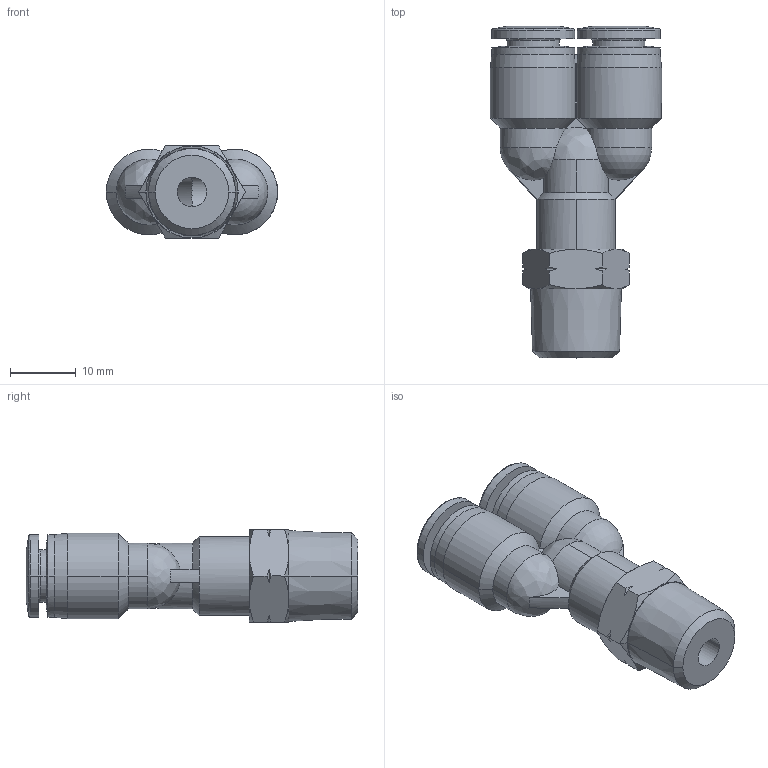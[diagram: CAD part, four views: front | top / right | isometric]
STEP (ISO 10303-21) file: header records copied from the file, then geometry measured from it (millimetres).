
FILE_DESCRIPTION (( 'STEP AP214' ), '1' );
FILE_NAME ('MY14-14N.step', '2016-02-24T20:46:27', ( '' ), ( '' ), 'SwSTEP 2.0', 'SolidWorks 2015', '' );
FILE_SCHEMA (( 'AUTOMOTIVE_DESIGN' ));
Length unit declared in the file: inch
Products named in the file (1): MY14-14N
Bounding box: 26 x 50.4 x 14 mm (x, y, z)
Volume: 6864.6 mm3; surface area: 4790.6 mm2
Topology: 1 solids, 1 shells, 126 faces, 308 edges, 188 vertices
Faces by surface type: cone 53, cylinder 29, plane 22, bspline 13, torus 8, sphere 1
Entity records: 6007 total; most frequent: CARTESIAN_POINT 1484, ORIENTED_EDGE 614, DIRECTION 584, EDGE_CURVE 307, AXIS2_PLACEMENT_3D 254, VERTEX_POINT 188, CIRCLE 140, EDGE_LOOP 135
